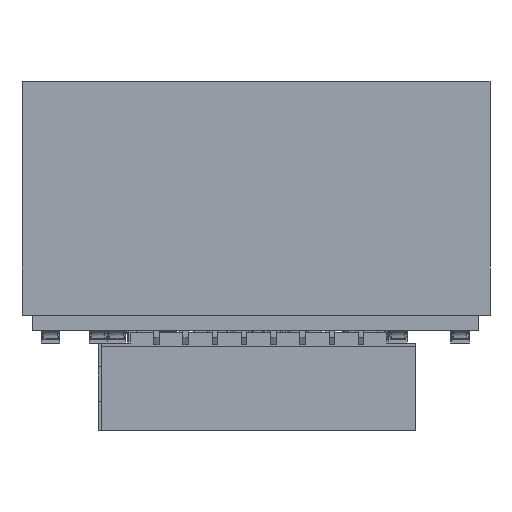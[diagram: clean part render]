
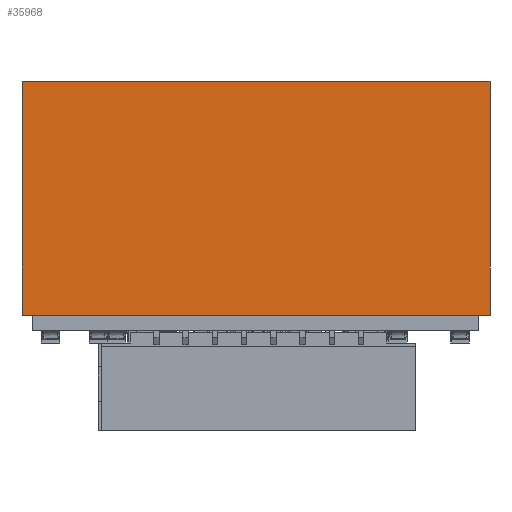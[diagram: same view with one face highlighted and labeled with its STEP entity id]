
A CAD part, left-side view. The second image highlights one B-rep face of the part: STEP entity #35968.
In plain terms, the highlighted planar face has unit normal (-1, 0, 0).
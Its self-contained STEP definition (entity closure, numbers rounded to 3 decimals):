
#35943 = VERTEX_POINT('',#35944);
#35944 = CARTESIAN_POINT('',(-4.85,-6.4,6.4));
#35950 = EDGE_CURVE('',#35951,#35943,#35953,.T.);
#35951 = VERTEX_POINT('',#35952);
#35952 = CARTESIAN_POINT('',(-4.85,-6.4,0.));
#35953 = LINE('',#35954,#35955);
#35954 = CARTESIAN_POINT('',(-4.85,-6.4,0.));
#35955 = VECTOR('',#35956,1.);
#35956 = DIRECTION('',(0.,0.,1.));
#35968 = ADVANCED_FACE('',(#35969),#35994,.T.);
#35969 = FACE_BOUND('',#35970,.T.);
#35970 = EDGE_LOOP('',(#35971,#35972,#35980,#35988));
#35971 = ORIENTED_EDGE('',*,*,#35950,.T.);
#35972 = ORIENTED_EDGE('',*,*,#35973,.T.);
#35973 = EDGE_CURVE('',#35943,#35974,#35976,.T.);
#35974 = VERTEX_POINT('',#35975);
#35975 = CARTESIAN_POINT('',(-4.85,6.4,6.4));
#35976 = LINE('',#35977,#35978);
#35977 = CARTESIAN_POINT('',(-4.85,-6.4,6.4));
#35978 = VECTOR('',#35979,1.);
#35979 = DIRECTION('',(0.,1.,0.));
#35980 = ORIENTED_EDGE('',*,*,#35981,.F.);
#35981 = EDGE_CURVE('',#35982,#35974,#35984,.T.);
#35982 = VERTEX_POINT('',#35983);
#35983 = CARTESIAN_POINT('',(-4.85,6.4,0.));
#35984 = LINE('',#35985,#35986);
#35985 = CARTESIAN_POINT('',(-4.85,6.4,0.));
#35986 = VECTOR('',#35987,1.);
#35987 = DIRECTION('',(0.,0.,1.));
#35988 = ORIENTED_EDGE('',*,*,#35989,.F.);
#35989 = EDGE_CURVE('',#35951,#35982,#35990,.T.);
#35990 = LINE('',#35991,#35992);
#35991 = CARTESIAN_POINT('',(-4.85,-6.4,0.));
#35992 = VECTOR('',#35993,1.);
#35993 = DIRECTION('',(0.,1.,0.));
#35994 = PLANE('',#35995);
#35995 = AXIS2_PLACEMENT_3D('',#35996,#35997,#35998);
#35996 = CARTESIAN_POINT('',(-4.85,-6.4,0.));
#35997 = DIRECTION('',(-1.,0.,0.));
#35998 = DIRECTION('',(0.,1.,0.));
